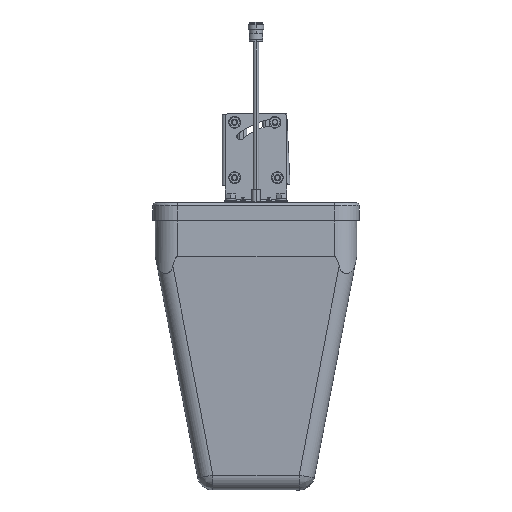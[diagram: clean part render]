
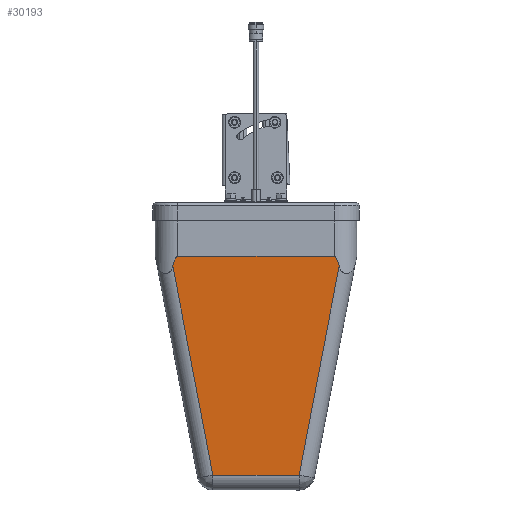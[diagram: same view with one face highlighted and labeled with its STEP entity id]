
A CAD part, top view. The second image highlights one B-rep face of the part: STEP entity #30193.
In plain terms, the highlighted planar face has unit normal (0, -0.056, 0.998).
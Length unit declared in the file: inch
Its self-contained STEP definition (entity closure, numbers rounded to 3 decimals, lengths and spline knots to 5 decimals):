
#1083 = ORIENTED_EDGE ( 'NONE', *, *, #49535, .F. ) ;
#2461 = ORIENTED_EDGE ( 'NONE', *, *, #30510, .F. ) ;
#2727 = CARTESIAN_POINT ( 'NONE',  ( 6.24425, -20.91578, 1.13973 ) ) ;
#3206 = VECTOR ( 'NONE', #39945, 39.37008 ) ;
#3755 = CARTESIAN_POINT ( 'NONE',  ( -0.29134, -20.53019, 1.16142 ) ) ;
#5139 =( BOUNDED_CURVE ( )  B_SPLINE_CURVE ( 3, ( #48423, #31541, #11136, #32347 ),
 .UNSPECIFIED., .F., .F. ) 
 B_SPLINE_CURVE_WITH_KNOTS ( ( 4, 4 ),
 ( 0., 0.21931 ),
 .UNSPECIFIED. ) 
 CURVE ( )  GEOMETRIC_REPRESENTATION_ITEM ( )  RATIONAL_B_SPLINE_CURVE ( ( 1., 0.996, 0.996, 1. ) ) 
 REPRESENTATION_ITEM ( '' )  );
#7616 = FACE_OUTER_BOUND ( 'NONE', #48795, .T. ) ;
#8649 = EDGE_CURVE ( 'NONE', #9433, #30826, #5139, .T. ) ;
#9433 = VERTEX_POINT ( 'NONE', #46989 ) ;
#11136 = CARTESIAN_POINT ( 'NONE',  ( 6.17951, -20.65924, 1.15416 ) ) ;
#11270 = VERTEX_POINT ( 'NONE', #14278 ) ;
#11919 = CARTESIAN_POINT ( 'NONE',  ( -0.4236, -20.65924, 1.15416 ) ) ;
#11976 = DIRECTION ( 'NONE',  ( 0., 0.998, 0.056 ) ) ;
#12264 = EDGE_CURVE ( 'NONE', #11270, #24328, #36739, .T. ) ;
#14278 = CARTESIAN_POINT ( 'NONE',  ( -0.48834, -20.91578, 1.13973 ) ) ;
#14316 = EDGE_CURVE ( 'NONE', #21343, #11270, #18885, .T. ) ;
#18885 = LINE ( 'NONE', #35466, #44381 ) ;
#20135 = CARTESIAN_POINT ( 'NONE',  ( -3.42126, -20.53019, 1.16142 ) ) ;
#21343 = VERTEX_POINT ( 'NONE', #25994 ) ;
#21485 = AXIS2_PLACEMENT_3D ( 'NONE', #20135, #36177, #11976 ) ;
#24328 = VERTEX_POINT ( 'NONE', #50091 ) ;
#25994 = CARTESIAN_POINT ( 'NONE',  ( 1.13483, -29.38447, 0.66336 ) ) ;
#26429 = DIRECTION ( 'NONE',  ( -0.188, -0.981, -0.055 ) ) ;
#27431 = CARTESIAN_POINT ( 'NONE',  ( -0.48834, -20.91578, 1.13973 ) ) ;
#28484 = EDGE_CURVE ( 'NONE', #24328, #9433, #49933, .T. ) ;
#29493 = DIRECTION ( 'NONE',  ( 1., 0., 0. ) ) ;
#30193 = ADVANCED_FACE ( 'NONE', ( #7616 ), #52259, .F. ) ;
#30510 = EDGE_CURVE ( 'NONE', #34740, #21343, #44036, .T. ) ;
#30826 = VERTEX_POINT ( 'NONE', #51223 ) ;
#31215 = ORIENTED_EDGE ( 'NONE', *, *, #14316, .F. ) ;
#31541 = CARTESIAN_POINT ( 'NONE',  ( 6.11358, -20.53019, 1.16142 ) ) ;
#32347 = CARTESIAN_POINT ( 'NONE',  ( 6.24425, -20.91578, 1.13973 ) ) ;
#33852 = CARTESIAN_POINT ( 'NONE',  ( -3.42126, -20.53019, 1.16142 ) ) ;
#34740 = VERTEX_POINT ( 'NONE', #52003 ) ;
#34977 = ORIENTED_EDGE ( 'NONE', *, *, #28484, .F. ) ;
#35466 = CARTESIAN_POINT ( 'NONE',  ( 1.13483, -29.38447, 0.66336 ) ) ;
#36177 = DIRECTION ( 'NONE',  ( 0., 0.056, -0.998 ) ) ;
#36215 = ORIENTED_EDGE ( 'NONE', *, *, #8649, .F. ) ;
#36739 =( BOUNDED_CURVE ( )  B_SPLINE_CURVE ( 3, ( #27431, #11919, #41029, #3755 ),
 .UNSPECIFIED., .F., .F. ) 
 B_SPLINE_CURVE_WITH_KNOTS ( ( 4, 4 ),
 ( 2.92228, 3.14159 ),
 .UNSPECIFIED. ) 
 CURVE ( )  GEOMETRIC_REPRESENTATION_ITEM ( )  RATIONAL_B_SPLINE_CURVE ( ( 1., 0.996, 0.996, 1. ) ) 
 REPRESENTATION_ITEM ( '' )  );
#37009 = VECTOR ( 'NONE', #29493, 39.37008 ) ;
#39945 = DIRECTION ( 'NONE',  ( -1., 0., 0. ) ) ;
#40009 = LINE ( 'NONE', #2727, #51023 ) ;
#41029 = CARTESIAN_POINT ( 'NONE',  ( -0.35767, -20.53019, 1.16142 ) ) ;
#44036 = LINE ( 'NONE', #53268, #3206 ) ;
#44381 = VECTOR ( 'NONE', #48009, 39.37008 ) ;
#46989 = CARTESIAN_POINT ( 'NONE',  ( 6.04725, -20.53019, 1.16142 ) ) ;
#48009 = DIRECTION ( 'NONE',  ( -0.188, 0.981, 0.055 ) ) ;
#48423 = CARTESIAN_POINT ( 'NONE',  ( 6.04725, -20.53019, 1.16142 ) ) ;
#48795 = EDGE_LOOP ( 'NONE', ( #1083, #36215, #34977, #52738, #31215, #2461 ) ) ;
#49535 = EDGE_CURVE ( 'NONE', #30826, #34740, #40009, .T. ) ;
#49933 = LINE ( 'NONE', #33852, #37009 ) ;
#50091 = CARTESIAN_POINT ( 'NONE',  ( -0.29134, -20.53019, 1.16142 ) ) ;
#51023 = VECTOR ( 'NONE', #26429, 39.37008 ) ;
#51223 = CARTESIAN_POINT ( 'NONE',  ( 6.24425, -20.91578, 1.13973 ) ) ;
#52003 = CARTESIAN_POINT ( 'NONE',  ( 4.62108, -29.38447, 0.66336 ) ) ;
#52259 = PLANE ( 'NONE',  #21485 ) ;
#52738 = ORIENTED_EDGE ( 'NONE', *, *, #12264, .F. ) ;
#53268 = CARTESIAN_POINT ( 'NONE',  ( -3.42126, -29.38447, 0.66336 ) ) ;
